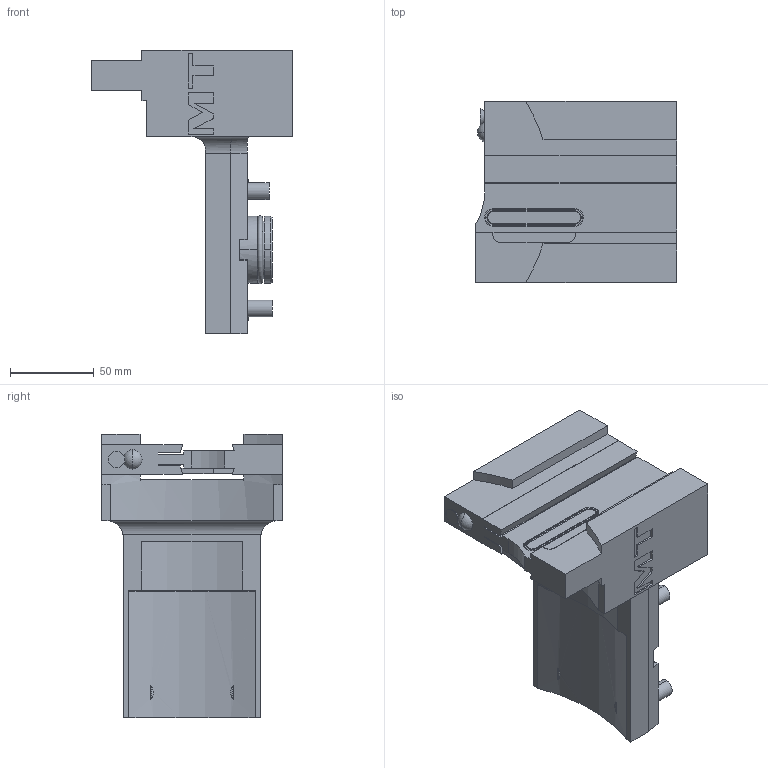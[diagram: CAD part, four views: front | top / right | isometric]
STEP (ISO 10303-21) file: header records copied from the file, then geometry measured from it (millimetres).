
FILE_DESCRIPTION((''),'2;1');
FILE_NAME('MNZ0520132_CONF','2023-02-24T12:01:55',('sterribile'),('M.T. srl'),'CREO PARAMETRIC BY PTC INC, 2021072','CREO PARAMETRIC BY PTC INC, 2021072','');
FILE_SCHEMA(('CONFIG_CONTROL_DESIGN'));
Length unit declared in the file: millimetre
Products named in the file (1): MNZ0520132_CONF
Bounding box: 120 x 108 x 169 mm (x, y, z)
Volume: 673231.7 mm3; surface area: 96580.3 mm2
Topology: 1 solids, 1 shells, 219 faces, 593 edges, 389 vertices
Faces by surface type: plane 146, cylinder 48, torus 15, cone 4, extrusion 4, sphere 2
Entity records: 7267 total; most frequent: CARTESIAN_POINT 1620, ORIENTED_EDGE 1182, DIRECTION 1138, EDGE_CURVE 591, VECTOR 438, LINE 434, VERTEX_POINT 389, AXIS2_PLACEMENT_3D 350
